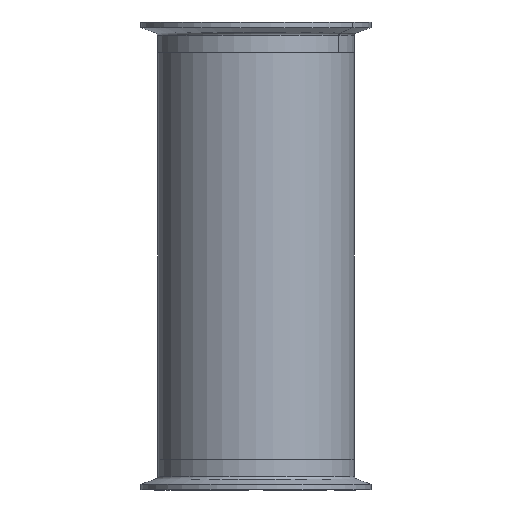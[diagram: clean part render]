
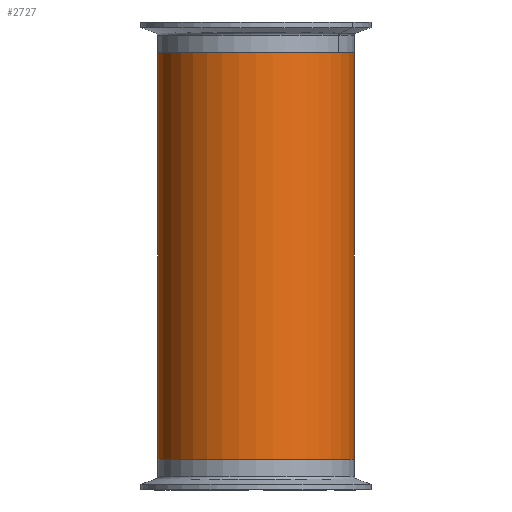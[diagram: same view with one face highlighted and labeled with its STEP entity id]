
A CAD part, front view. The second image highlights one B-rep face of the part: STEP entity #2727.
In plain terms, the highlighted cylindrical face has radius 50.8 mm (diameter 101.6 mm), a partial arc.
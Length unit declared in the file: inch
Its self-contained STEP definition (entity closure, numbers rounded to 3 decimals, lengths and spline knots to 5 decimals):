
#30 = DIRECTION ( 'NONE',  ( 0., 0., -1. ) ) ;
#129 = DIRECTION ( 'NONE',  ( 0., 0., -1. ) ) ;
#132 = CARTESIAN_POINT ( 'NONE',  ( 2., 0., -4.12598 ) ) ;
#196 = CIRCLE ( 'NONE', #2868, 2. ) ;
#208 = ORIENTED_EDGE ( 'NONE', *, *, #1951, .F. ) ;
#326 = VECTOR ( 'NONE', #477, 39.37008 ) ;
#335 = VERTEX_POINT ( 'NONE', #503 ) ;
#419 = EDGE_CURVE ( 'NONE', #497, #335, #718, .T. ) ;
#477 = DIRECTION ( 'NONE',  ( 0., 0., -1. ) ) ;
#494 = CYLINDRICAL_SURFACE ( 'NONE', #1459, 2. ) ;
#497 = VERTEX_POINT ( 'NONE', #838 ) ;
#503 = CARTESIAN_POINT ( 'NONE',  ( 2., 0., 4.12598 ) ) ;
#515 = CARTESIAN_POINT ( 'NONE',  ( -2., 0., 4.12598 ) ) ;
#522 = ORIENTED_EDGE ( 'NONE', *, *, #419, .F. ) ;
#673 = DIRECTION ( 'NONE',  ( 1., 0., 0. ) ) ;
#718 = CIRCLE ( 'NONE', #2498, 2. ) ;
#838 = CARTESIAN_POINT ( 'NONE',  ( -2., 0., 4.12598 ) ) ;
#905 = CARTESIAN_POINT ( 'NONE',  ( -2., 0., -4.12598 ) ) ;
#975 = FACE_OUTER_BOUND ( 'NONE', #2473, .T. ) ;
#1057 = LINE ( 'NONE', #515, #326 ) ;
#1159 = DIRECTION ( 'NONE',  ( 0., 0., 1. ) ) ;
#1278 = VECTOR ( 'NONE', #30, 39.37008 ) ;
#1363 = ORIENTED_EDGE ( 'NONE', *, *, #2425, .T. ) ;
#1384 = CARTESIAN_POINT ( 'NONE',  ( 2., 0., 4.12598 ) ) ;
#1459 = AXIS2_PLACEMENT_3D ( 'NONE', #2433, #129, #2915 ) ;
#1611 = ORIENTED_EDGE ( 'NONE', *, *, #2599, .T. ) ;
#1620 = VERTEX_POINT ( 'NONE', #132 ) ;
#1784 = LINE ( 'NONE', #1384, #1278 ) ;
#1830 = VERTEX_POINT ( 'NONE', #905 ) ;
#1843 = CARTESIAN_POINT ( 'NONE',  ( 0., 0., 4.12598 ) ) ;
#1845 = DIRECTION ( 'NONE',  ( 1., 0., 0. ) ) ;
#1951 = EDGE_CURVE ( 'NONE', #335, #1620, #1784, .T. ) ;
#2072 = DIRECTION ( 'NONE',  ( 0., 0., 1. ) ) ;
#2425 = EDGE_CURVE ( 'NONE', #1830, #1620, #196, .T. ) ;
#2433 = CARTESIAN_POINT ( 'NONE',  ( 0., 0., 4.12598 ) ) ;
#2473 = EDGE_LOOP ( 'NONE', ( #208, #522, #1611, #1363 ) ) ;
#2498 = AXIS2_PLACEMENT_3D ( 'NONE', #1843, #2072, #673 ) ;
#2540 = CARTESIAN_POINT ( 'NONE',  ( 0., 0., -4.12598 ) ) ;
#2599 = EDGE_CURVE ( 'NONE', #497, #1830, #1057, .T. ) ;
#2727 = ADVANCED_FACE ( 'NONE', ( #975 ), #494, .T. ) ;
#2868 = AXIS2_PLACEMENT_3D ( 'NONE', #2540, #1159, #1845 ) ;
#2915 = DIRECTION ( 'NONE',  ( -1., 0., 0. ) ) ;
